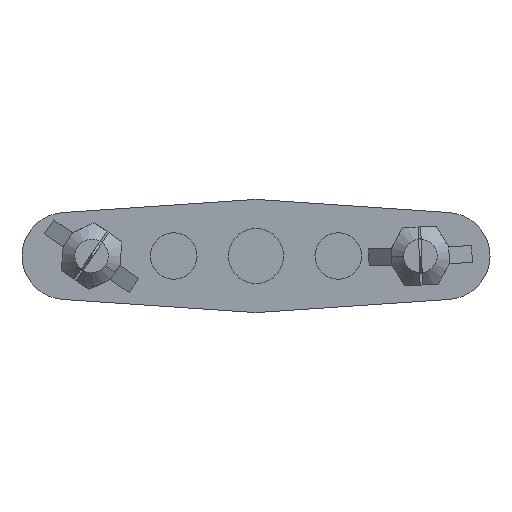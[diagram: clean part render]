
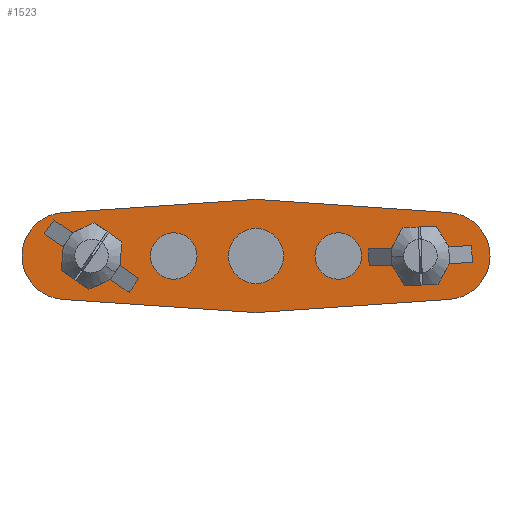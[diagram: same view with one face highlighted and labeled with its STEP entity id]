
A CAD part, front view. The second image highlights one B-rep face of the part: STEP entity #1523.
In plain terms, the highlighted planar face has unit normal (0, -1, 0).
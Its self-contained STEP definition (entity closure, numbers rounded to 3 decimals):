
#3 = ORIENTED_EDGE ( 'NONE', *, *, #4863, .F. ) ;
#30 = CIRCLE ( 'NONE', #715, 2.85 ) ;
#148 = CARTESIAN_POINT ( 'NONE',  ( -17., -15., -8.4 ) ) ;
#187 = VERTEX_POINT ( 'NONE', #148 ) ;
#260 = CARTESIAN_POINT ( 'NONE',  ( 0., -15., -5.85 ) ) ;
#346 = VERTEX_POINT ( 'NONE', #5233 ) ;
#350 = VERTEX_POINT ( 'NONE', #5889 ) ;
#368 = DIRECTION ( 'NONE',  ( 0., 1., 0. ) ) ;
#391 = CARTESIAN_POINT ( 'NONE',  ( -20., -15., -10.34 ) ) ;
#472 = EDGE_CURVE ( 'NONE', #346, #7819, #530, .T. ) ;
#474 = DIRECTION ( 'NONE',  ( 0., 0., -1. ) ) ;
#530 = LINE ( 'NONE', #7984, #7627 ) ;
#568 = VERTEX_POINT ( 'NONE', #3770 ) ;
#685 = CARTESIAN_POINT ( 'NONE',  ( 0., -15., 0. ) ) ;
#702 = AXIS2_PLACEMENT_3D ( 'NONE', #4742, #3543, #5463 ) ;
#715 = AXIS2_PLACEMENT_3D ( 'NONE', #260, #860, #908 ) ;
#772 = EDGE_LOOP ( 'NONE', ( #6140, #5887 ) ) ;
#860 = DIRECTION ( 'NONE',  ( 0., -1., 0. ) ) ;
#908 = DIRECTION ( 'NONE',  ( 0., 0., -1. ) ) ;
#945 = VERTEX_POINT ( 'NONE', #5857 ) ;
#985 = DIRECTION ( 'NONE',  ( 0., 0., -1. ) ) ;
#1026 = CARTESIAN_POINT ( 'NONE',  ( -8.5, -15., -5.85 ) ) ;
#1031 = ORIENTED_EDGE ( 'NONE', *, *, #5836, .T. ) ;
#1041 = CARTESIAN_POINT ( 'NONE',  ( 0., -15., 0. ) ) ;
#1058 = CIRCLE ( 'NONE', #2515, 2.4 ) ;
#1083 = DIRECTION ( 'NONE',  ( 0., 1., 0. ) ) ;
#1169 = ORIENTED_EDGE ( 'NONE', *, *, #5455, .F. ) ;
#1170 = CARTESIAN_POINT ( 'NONE',  ( 0., -15., -11.7 ) ) ;
#1181 = DIRECTION ( 'NONE',  ( 0., 0., -1. ) ) ;
#1296 = CIRCLE ( 'NONE', #8057, 2.55 ) ;
#1466 = ORIENTED_EDGE ( 'NONE', *, *, #7340, .F. ) ;
#1517 = CARTESIAN_POINT ( 'NONE',  ( 17., -15., -5.85 ) ) ;
#1523 = ADVANCED_FACE ( 'NONE', ( #3448, #7629, #5516, #3763, #4747, #2072 ), #2411, .T. ) ;
#1561 = VERTEX_POINT ( 'NONE', #3944 ) ;
#1569 = EDGE_LOOP ( 'NONE', ( #5295, #3469 ) ) ;
#1577 = CIRCLE ( 'NONE', #702, 2.55 ) ;
#1591 = DIRECTION ( 'NONE',  ( 0., 1., 0. ) ) ;
#1630 = DIRECTION ( 'NONE',  ( 0., -1., 0. ) ) ;
#1726 = CIRCLE ( 'NONE', #8115, 4.5 ) ;
#1741 = DIRECTION ( 'NONE',  ( 0., 0., -1. ) ) ;
#1773 = CIRCLE ( 'NONE', #6651, 2.55 ) ;
#1796 = CARTESIAN_POINT ( 'NONE',  ( 20., -15., -1.36 ) ) ;
#1902 = ORIENTED_EDGE ( 'NONE', *, *, #5050, .F. ) ;
#2025 = EDGE_CURVE ( 'NONE', #5341, #6036, #2959, .T. ) ;
#2072 = FACE_OUTER_BOUND ( 'NONE', #6961, .T. ) ;
#2088 = DIRECTION ( 'NONE',  ( 0., 0., 1. ) ) ;
#2185 = CARTESIAN_POINT ( 'NONE',  ( 0., -15., -5.85 ) ) ;
#2222 = DIRECTION ( 'NONE',  ( 0., 0., -1. ) ) ;
#2239 = VECTOR ( 'NONE', #2491, 1000. ) ;
#2245 = AXIS2_PLACEMENT_3D ( 'NONE', #1026, #6982, #1181 ) ;
#2248 = DIRECTION ( 'NONE',  ( 0., -1., 0. ) ) ;
#2287 = EDGE_CURVE ( 'NONE', #7434, #346, #6002, .T. ) ;
#2314 = CARTESIAN_POINT ( 'NONE',  ( 17., -15., -5.85 ) ) ;
#2411 = PLANE ( 'NONE',  #5936 ) ;
#2491 = DIRECTION ( 'NONE',  ( 0.998, 0., -0.068 ) ) ;
#2515 = AXIS2_PLACEMENT_3D ( 'NONE', #3662, #5474, #1741 ) ;
#2564 = EDGE_CURVE ( 'NONE', #5391, #6564, #3843, .T. ) ;
#2628 = DIRECTION ( 'NONE',  ( -0.998, 0., -0.068 ) ) ;
#2738 = VERTEX_POINT ( 'NONE', #4400 ) ;
#2790 = ORIENTED_EDGE ( 'NONE', *, *, #2564, .F. ) ;
#2804 = DIRECTION ( 'NONE',  ( 0., 0., -1. ) ) ;
#2829 = EDGE_CURVE ( 'NONE', #6564, #7065, #3950, .T. ) ;
#2876 = VERTEX_POINT ( 'NONE', #4488 ) ;
#2905 = ORIENTED_EDGE ( 'NONE', *, *, #3583, .T. ) ;
#2959 = CIRCLE ( 'NONE', #5257, 2.85 ) ;
#2991 = EDGE_LOOP ( 'NONE', ( #1902, #1169 ) ) ;
#3248 = EDGE_CURVE ( 'NONE', #945, #187, #1577, .T. ) ;
#3407 = DIRECTION ( 'NONE',  ( 0., 0., -1. ) ) ;
#3448 = FACE_BOUND ( 'NONE', #5203, .T. ) ;
#3469 = ORIENTED_EDGE ( 'NONE', *, *, #6428, .F. ) ;
#3543 = DIRECTION ( 'NONE',  ( 0., 1., 0. ) ) ;
#3548 = CIRCLE ( 'NONE', #7800, 4.5 ) ;
#3583 = EDGE_CURVE ( 'NONE', #2738, #1561, #7916, .T. ) ;
#3601 = CARTESIAN_POINT ( 'NONE',  ( 20., -15., -10.34 ) ) ;
#3662 = CARTESIAN_POINT ( 'NONE',  ( -8.5, -15., -5.85 ) ) ;
#3678 = CARTESIAN_POINT ( 'NONE',  ( 0., -15., -8.7 ) ) ;
#3763 = FACE_BOUND ( 'NONE', #4710, .T. ) ;
#3770 = CARTESIAN_POINT ( 'NONE',  ( -8.5, -15., -3.45 ) ) ;
#3843 = LINE ( 'NONE', #685, #6824 ) ;
#3888 = ORIENTED_EDGE ( 'NONE', *, *, #2287, .F. ) ;
#3944 = CARTESIAN_POINT ( 'NONE',  ( 17., -15., -8.4 ) ) ;
#3950 = LINE ( 'NONE', #1796, #2239 ) ;
#3965 = DIRECTION ( 'NONE',  ( 0., 1., 0. ) ) ;
#4065 = AXIS2_PLACEMENT_3D ( 'NONE', #2314, #1083, #8008 ) ;
#4130 = CARTESIAN_POINT ( 'NONE',  ( -19.695, -15., -5.85 ) ) ;
#4196 = DIRECTION ( 'NONE',  ( -0.998, 0., 0.068 ) ) ;
#4215 = VERTEX_POINT ( 'NONE', #7144 ) ;
#4251 = CARTESIAN_POINT ( 'NONE',  ( -19.695, -15., -5.85 ) ) ;
#4268 = CIRCLE ( 'NONE', #2245, 2.4 ) ;
#4400 = CARTESIAN_POINT ( 'NONE',  ( 17., -15., -3.3 ) ) ;
#4415 = CIRCLE ( 'NONE', #4806, 2.4 ) ;
#4488 = CARTESIAN_POINT ( 'NONE',  ( 8.5, -15., -3.45 ) ) ;
#4638 = DIRECTION ( 'NONE',  ( 0., -1., 0. ) ) ;
#4663 = CARTESIAN_POINT ( 'NONE',  ( 8.5, -15., -5.85 ) ) ;
#4680 = ORIENTED_EDGE ( 'NONE', *, *, #472, .F. ) ;
#4710 = EDGE_LOOP ( 'NONE', ( #2905, #1031 ) ) ;
#4742 = CARTESIAN_POINT ( 'NONE',  ( -17., -15., -5.85 ) ) ;
#4747 = FACE_BOUND ( 'NONE', #772, .T. ) ;
#4806 = AXIS2_PLACEMENT_3D ( 'NONE', #5292, #2248, #2804 ) ;
#4834 = DIRECTION ( 'NONE',  ( 0., 0., -1. ) ) ;
#4863 = EDGE_CURVE ( 'NONE', #350, #2876, #4415, .T. ) ;
#4988 = EDGE_CURVE ( 'NONE', #7065, #7434, #1726, .T. ) ;
#5039 = CARTESIAN_POINT ( 'NONE',  ( 20., -15., -1.36 ) ) ;
#5050 = EDGE_CURVE ( 'NONE', #4215, #568, #1058, .T. ) ;
#5068 = DIRECTION ( 'NONE',  ( 0.998, 0., 0.068 ) ) ;
#5133 = VECTOR ( 'NONE', #2628, 1000. ) ;
#5203 = EDGE_LOOP ( 'NONE', ( #3, #1466 ) ) ;
#5233 = CARTESIAN_POINT ( 'NONE',  ( 0., -15., -11.7 ) ) ;
#5257 = AXIS2_PLACEMENT_3D ( 'NONE', #2185, #1630, #985 ) ;
#5292 = CARTESIAN_POINT ( 'NONE',  ( 8.5, -15., -5.85 ) ) ;
#5295 = ORIENTED_EDGE ( 'NONE', *, *, #2025, .F. ) ;
#5341 = VERTEX_POINT ( 'NONE', #3678 ) ;
#5391 = VERTEX_POINT ( 'NONE', #6763 ) ;
#5455 = EDGE_CURVE ( 'NONE', #568, #4215, #4268, .T. ) ;
#5463 = DIRECTION ( 'NONE',  ( 0., 0., 1. ) ) ;
#5474 = DIRECTION ( 'NONE',  ( 0., -1., 0. ) ) ;
#5516 = FACE_BOUND ( 'NONE', #2991, .T. ) ;
#5836 = EDGE_CURVE ( 'NONE', #1561, #2738, #1773, .T. ) ;
#5857 = CARTESIAN_POINT ( 'NONE',  ( -17., -15., -3.3 ) ) ;
#5866 = ORIENTED_EDGE ( 'NONE', *, *, #4988, .F. ) ;
#5887 = ORIENTED_EDGE ( 'NONE', *, *, #6385, .T. ) ;
#5889 = CARTESIAN_POINT ( 'NONE',  ( 8.5, -15., -8.25 ) ) ;
#5932 = EDGE_CURVE ( 'NONE', #7819, #5391, #3548, .T. ) ;
#5936 = AXIS2_PLACEMENT_3D ( 'NONE', #4251, #7415, #474 ) ;
#6002 = LINE ( 'NONE', #1170, #5133 ) ;
#6007 = DIRECTION ( 'NONE',  ( 0., 0., 1. ) ) ;
#6036 = VERTEX_POINT ( 'NONE', #7436 ) ;
#6140 = ORIENTED_EDGE ( 'NONE', *, *, #3248, .T. ) ;
#6385 = EDGE_CURVE ( 'NONE', #187, #945, #1296, .T. ) ;
#6428 = EDGE_CURVE ( 'NONE', #6036, #5341, #30, .T. ) ;
#6564 = VERTEX_POINT ( 'NONE', #1041 ) ;
#6582 = ORIENTED_EDGE ( 'NONE', *, *, #2829, .F. ) ;
#6651 = AXIS2_PLACEMENT_3D ( 'NONE', #1517, #1591, #6007 ) ;
#6763 = CARTESIAN_POINT ( 'NONE',  ( -20., -15., -1.36 ) ) ;
#6824 = VECTOR ( 'NONE', #5068, 1000. ) ;
#6961 = EDGE_LOOP ( 'NONE', ( #7316, #4680, #3888, #5866, #6582, #2790 ) ) ;
#6982 = DIRECTION ( 'NONE',  ( 0., -1., 0. ) ) ;
#7065 = VERTEX_POINT ( 'NONE', #5039 ) ;
#7144 = CARTESIAN_POINT ( 'NONE',  ( -8.5, -15., -8.25 ) ) ;
#7229 = CARTESIAN_POINT ( 'NONE',  ( -17., -15., -5.85 ) ) ;
#7316 = ORIENTED_EDGE ( 'NONE', *, *, #5932, .F. ) ;
#7340 = EDGE_CURVE ( 'NONE', #2876, #350, #7507, .T. ) ;
#7351 = DIRECTION ( 'NONE',  ( 0., 1., 0. ) ) ;
#7415 = DIRECTION ( 'NONE',  ( 0., -1., 0. ) ) ;
#7434 = VERTEX_POINT ( 'NONE', #3601 ) ;
#7436 = CARTESIAN_POINT ( 'NONE',  ( 0., -15., -3. ) ) ;
#7507 = CIRCLE ( 'NONE', #7913, 2.4 ) ;
#7627 = VECTOR ( 'NONE', #4196, 1000. ) ;
#7629 = FACE_BOUND ( 'NONE', #1569, .T. ) ;
#7800 = AXIS2_PLACEMENT_3D ( 'NONE', #4130, #368, #2222 ) ;
#7819 = VERTEX_POINT ( 'NONE', #391 ) ;
#7913 = AXIS2_PLACEMENT_3D ( 'NONE', #4663, #4638, #3407 ) ;
#7916 = CIRCLE ( 'NONE', #4065, 2.55 ) ;
#7984 = CARTESIAN_POINT ( 'NONE',  ( -20., -15., -10.34 ) ) ;
#7998 = CARTESIAN_POINT ( 'NONE',  ( 19.695, -15., -5.85 ) ) ;
#8008 = DIRECTION ( 'NONE',  ( 0., 0., 1. ) ) ;
#8057 = AXIS2_PLACEMENT_3D ( 'NONE', #7229, #3965, #2088 ) ;
#8115 = AXIS2_PLACEMENT_3D ( 'NONE', #7998, #7351, #4834 ) ;
